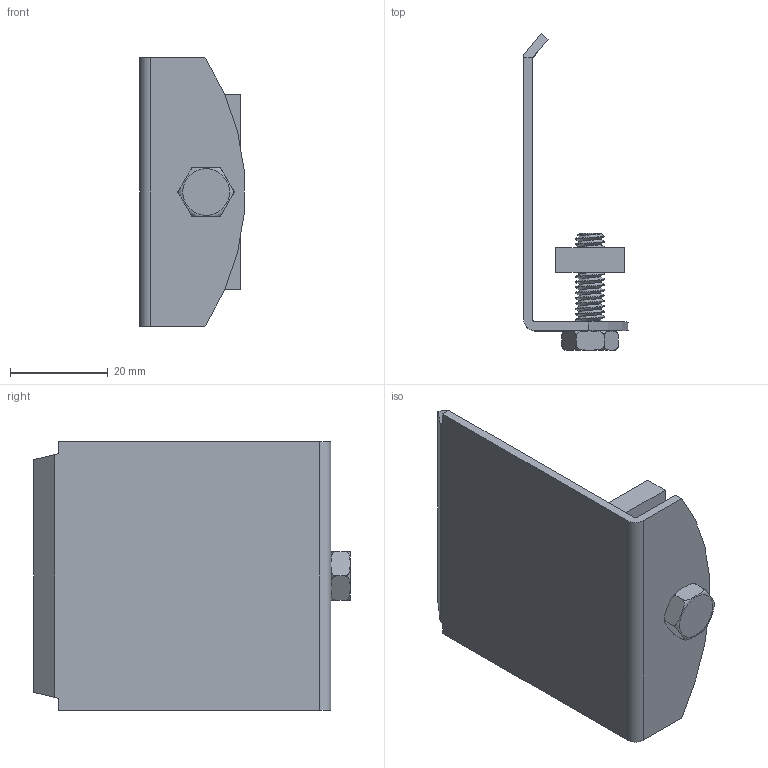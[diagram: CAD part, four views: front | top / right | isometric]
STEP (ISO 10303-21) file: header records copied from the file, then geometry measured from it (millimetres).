
FILE_DESCRIPTION((''),'2;1');
FILE_NAME('6265.stp','2008-02-28T13:21:08',('Marc'),(''),'Autodesk Inventor 2008','Autodesk Inventor 2008','');
FILE_SCHEMA(('AUTOMOTIVE_DESIGN { 1 0 10303 214 1 1 1 1 }'));
Length unit declared in the file: millimetre
Products named in the file (4): 6265; 14850; 15127; vis TH M6x20
Assembly tree (3 placements, depth 2):
  6265
    14850
    15127
    vis TH M6x20
Bounding box: 21.43 x 64.8 x 55 mm (x, y, z)
Volume: 11081.1 mm3; surface area: 11552.8 mm2
Topology: 3 solids, 3 shells, 42 faces, 104 edges, 69 vertices
Faces by surface type: plane 29, cylinder 7, bspline 5, cone 1
Full cylindrical faces by diameter (mm): 6.5 x1
Entity records: 5868 total; most frequent: CARTESIAN_POINT 4863, ORIENTED_EDGE 188, DIRECTION 174, EDGE_CURVE 94, VERTEX_POINT 65, AXIS2_PLACEMENT_3D 59, VECTOR 56, LINE 56
